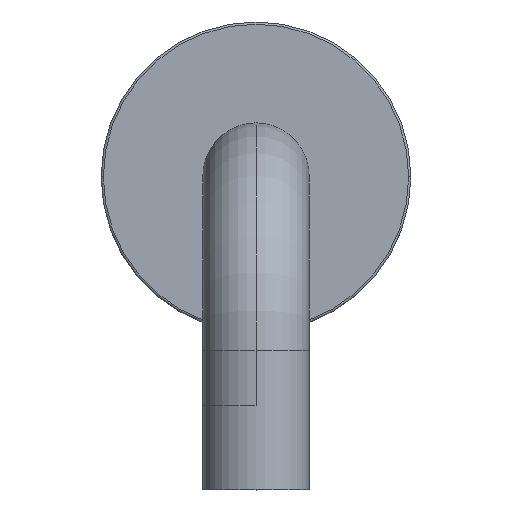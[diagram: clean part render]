
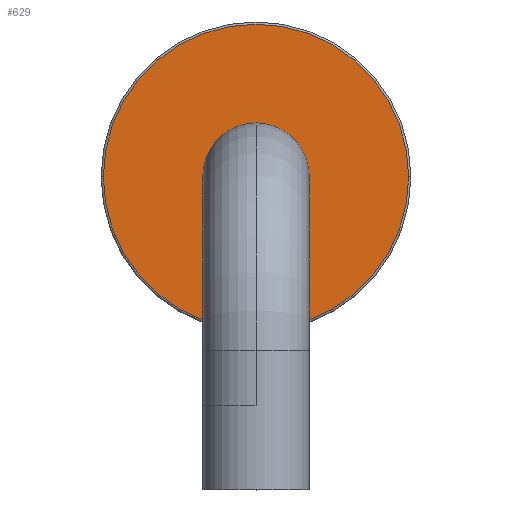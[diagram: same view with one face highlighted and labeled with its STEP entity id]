
A CAD part, top view. The second image highlights one B-rep face of the part: STEP entity #629.
In plain terms, the highlighted planar face has unit normal (0, 0, 1).
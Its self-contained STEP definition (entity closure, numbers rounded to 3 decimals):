
#64=CARTESIAN_POINT('',(0.,0.,22.));
#65=DIRECTION('',(0.,0.,1.));
#66=DIRECTION('',(-1.,0.,0.));
#67=AXIS2_PLACEMENT_3D('',#64,#65,#66);
#69=CARTESIAN_POINT('',(0.,0.,22.));
#70=DIRECTION('',(0.,0.,1.));
#71=DIRECTION('',(1.,0.,0.));
#72=AXIS2_PLACEMENT_3D('',#69,#70,#71);
#97=CARTESIAN_POINT('',(0.,0.,22.));
#98=DIRECTION('',(0.,0.,1.));
#99=DIRECTION('',(0.,-1.,0.));
#100=AXIS2_PLACEMENT_3D('',#97,#98,#99);
#106=CARTESIAN_POINT('',(0.,0.,22.));
#107=DIRECTION('',(0.,0.,1.));
#108=DIRECTION('',(0.,1.,0.));
#109=AXIS2_PLACEMENT_3D('',#106,#107,#108);
#482=CARTESIAN_POINT('',(-34.5,0.,22.));
#483=CARTESIAN_POINT('',(34.5,0.,22.));
#484=VERTEX_POINT('',#482);
#485=VERTEX_POINT('',#483);
#490=CARTESIAN_POINT('',(0.,-12.,22.));
#491=CARTESIAN_POINT('',(0.,12.,22.));
#492=VERTEX_POINT('',#490);
#493=VERTEX_POINT('',#491);
#613=CARTESIAN_POINT('',(0.,0.,22.));
#614=DIRECTION('',(0.,0.,-1.));
#615=DIRECTION('',(1.,0.,0.));
#616=AXIS2_PLACEMENT_3D('',#613,#614,#615);
#617=PLANE('',#616);
#619=ORIENTED_EDGE('',*,*,#618,.F.);
#620=ORIENTED_EDGE('',*,*,#596,.F.);
#621=EDGE_LOOP('',(#619,#620));
#622=FACE_OUTER_BOUND('',#621,.F.);
#624=ORIENTED_EDGE('',*,*,#623,.T.);
#626=ORIENTED_EDGE('',*,*,#625,.T.);
#627=EDGE_LOOP('',(#624,#626));
#628=FACE_BOUND('',#627,.F.);
#629=ADVANCED_FACE('',(#622,#628),#617,.F.);
#68=CIRCLE('',#67,34.5);
#73=CIRCLE('',#72,34.5);
#101=CIRCLE('',#100,12.);
#110=CIRCLE('',#109,12.);
#596=EDGE_CURVE('',#485,#484,#73,.T.);
#618=EDGE_CURVE('',#484,#485,#68,.T.);
#623=EDGE_CURVE('',#492,#493,#101,.T.);
#625=EDGE_CURVE('',#493,#492,#110,.T.);
